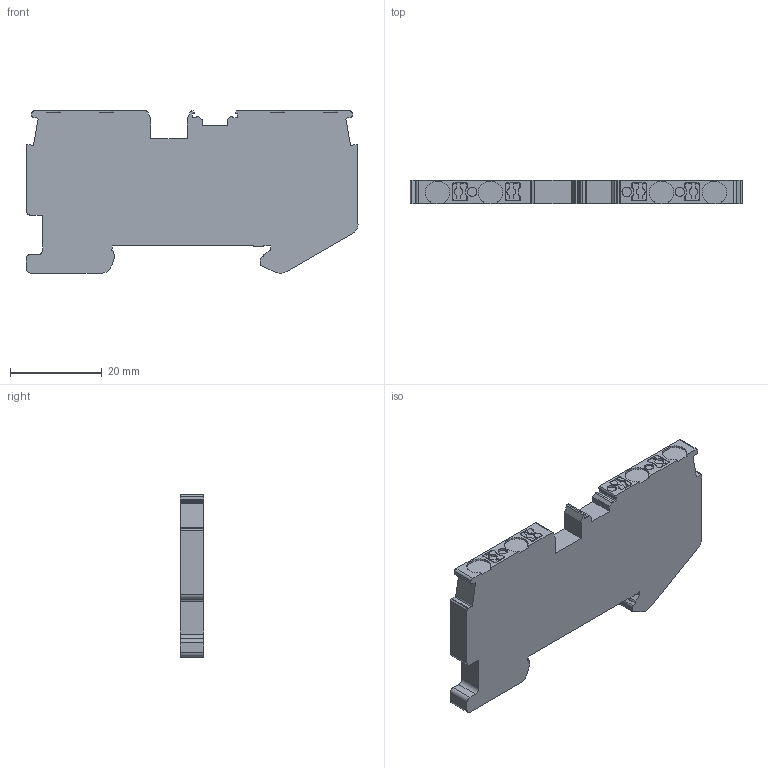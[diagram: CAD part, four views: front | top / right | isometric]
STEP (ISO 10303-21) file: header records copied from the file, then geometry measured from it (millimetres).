
FILE_DESCRIPTION( ( 'STEP AP214' ), '1' );
FILE_NAME( 'DPT2.5-4-PE-20190605.stp', '2022-12-15T10:10:30', ( ' ' ), ( ' ' ), 'XStep 1.0', ' ', ' ' );
FILE_SCHEMA( ( 'CONFIG_CONTROL_DESIGN) ( )' ) );
Length unit declared in the file: metre
Bounding box: 72.2 x 5.15 x 35.25 mm (x, y, z)
Volume: 10970.4 mm3; surface area: 5632.3 mm2
Topology: 1 solids, 1 shells, 287 faces, 812 edges, 542 vertices
Faces by surface type: plane 158, cylinder 129
Full cylindrical faces by diameter (mm): 2 x2, 2.1 x1
Entity records: 11639 total; most frequent: DIRECTION 1641, CARTESIAN_POINT 1635, ORIENTED_EDGE 1614, EDGE_CURVE 807, LINE 549, VECTOR 549, AXIS2_PLACEMENT_3D 546, VERTEX_POINT 540
